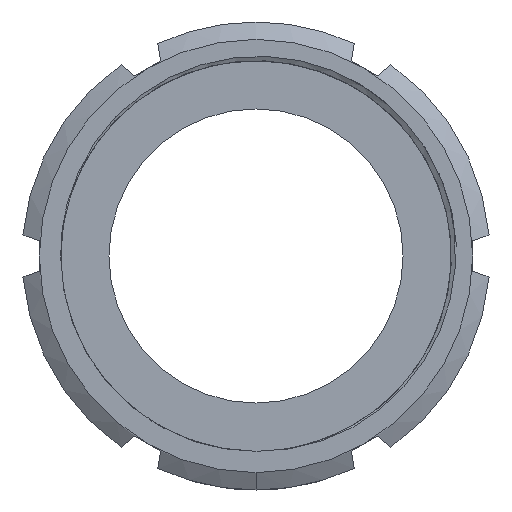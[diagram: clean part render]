
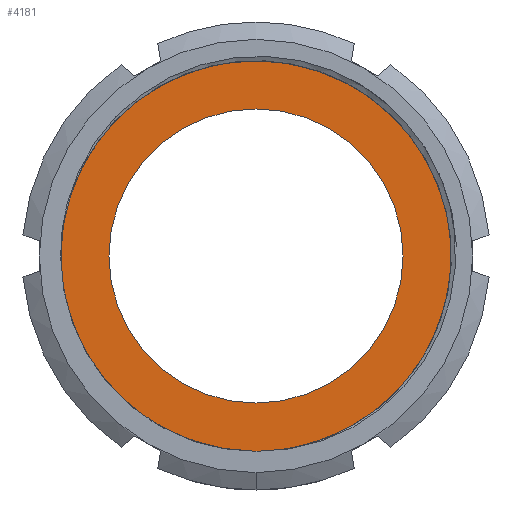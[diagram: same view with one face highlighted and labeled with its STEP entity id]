
A CAD part, left-side view. The second image highlights one B-rep face of the part: STEP entity #4181.
In plain terms, the highlighted planar face has unit normal (-1, 0, 0).
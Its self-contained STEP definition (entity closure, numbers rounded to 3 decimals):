
#6 = CARTESIAN_POINT ( 'NONE',  ( 7.5, 0., 0. ) ) ;
#376 = DIRECTION ( 'NONE',  ( 0., 0., 1. ) ) ;
#393 = AXIS2_PLACEMENT_3D ( 'NONE', #4807, #1172, #2285 ) ;
#611 = AXIS2_PLACEMENT_3D ( 'NONE', #2684, #1577, #3221 ) ;
#845 = CARTESIAN_POINT ( 'NONE',  ( 7.5, 0., 0. ) ) ;
#989 = DIRECTION ( 'NONE',  ( 0., 0., 1. ) ) ;
#1148 = CIRCLE ( 'NONE', #3514, 22. ) ;
#1172 = DIRECTION ( 'NONE',  ( 1., 0., 0. ) ) ;
#1216 = EDGE_CURVE ( 'NONE', #6118, #4205, #3070, .T. ) ;
#1225 = ORIENTED_EDGE ( 'NONE', *, *, #3881, .T. ) ;
#1273 = PLANE ( 'NONE',  #393 ) ;
#1348 = EDGE_LOOP ( 'NONE', ( #5400, #4314 ) ) ;
#1354 = CARTESIAN_POINT ( 'NONE',  ( 7.5, 0., -31.012 ) ) ;
#1550 = DIRECTION ( 'NONE',  ( -1., 0., 0. ) ) ;
#1570 = CIRCLE ( 'NONE', #611, 31.012 ) ;
#1577 = DIRECTION ( 'NONE',  ( -1., 0., 0. ) ) ;
#1627 = CARTESIAN_POINT ( 'NONE',  ( 7.5, 0., 31.012 ) ) ;
#1774 = FACE_BOUND ( 'NONE', #1348, .T. ) ;
#1841 = DIRECTION ( 'NONE',  ( 0., 0., 1. ) ) ;
#2285 = DIRECTION ( 'NONE',  ( 0., 0., -1. ) ) ;
#2319 = AXIS2_PLACEMENT_3D ( 'NONE', #6, #1550, #376 ) ;
#2528 = EDGE_LOOP ( 'NONE', ( #3573, #1225 ) ) ;
#2684 = CARTESIAN_POINT ( 'NONE',  ( 7.5, 0., 0. ) ) ;
#2701 = EDGE_CURVE ( 'NONE', #5864, #3836, #1570, .T. ) ;
#3070 = CIRCLE ( 'NONE', #2319, 22. ) ;
#3221 = DIRECTION ( 'NONE',  ( 0., 0., 1. ) ) ;
#3514 = AXIS2_PLACEMENT_3D ( 'NONE', #845, #4405, #1841 ) ;
#3573 = ORIENTED_EDGE ( 'NONE', *, *, #2701, .T. ) ;
#3607 = CARTESIAN_POINT ( 'NONE',  ( 7.5, 0., 0. ) ) ;
#3825 = CARTESIAN_POINT ( 'NONE',  ( 7.5, 0., -22. ) ) ;
#3836 = VERTEX_POINT ( 'NONE', #1354 ) ;
#3881 = EDGE_CURVE ( 'NONE', #3836, #5864, #4472, .T. ) ;
#4181 = ADVANCED_FACE ( 'NONE', ( #1774, #4745 ), #1273, .F. ) ;
#4205 = VERTEX_POINT ( 'NONE', #3825 ) ;
#4314 = ORIENTED_EDGE ( 'NONE', *, *, #4673, .F. ) ;
#4405 = DIRECTION ( 'NONE',  ( -1., 0., 0. ) ) ;
#4472 = CIRCLE ( 'NONE', #6507, 31.012 ) ;
#4673 = EDGE_CURVE ( 'NONE', #4205, #6118, #1148, .T. ) ;
#4745 = FACE_OUTER_BOUND ( 'NONE', #2528, .T. ) ;
#4807 = CARTESIAN_POINT ( 'NONE',  ( 7.5, 22., 0. ) ) ;
#5258 = CARTESIAN_POINT ( 'NONE',  ( 7.5, 0., 22. ) ) ;
#5400 = ORIENTED_EDGE ( 'NONE', *, *, #1216, .F. ) ;
#5726 = DIRECTION ( 'NONE',  ( -1., 0., 0. ) ) ;
#5864 = VERTEX_POINT ( 'NONE', #1627 ) ;
#6118 = VERTEX_POINT ( 'NONE', #5258 ) ;
#6507 = AXIS2_PLACEMENT_3D ( 'NONE', #3607, #5726, #989 ) ;
